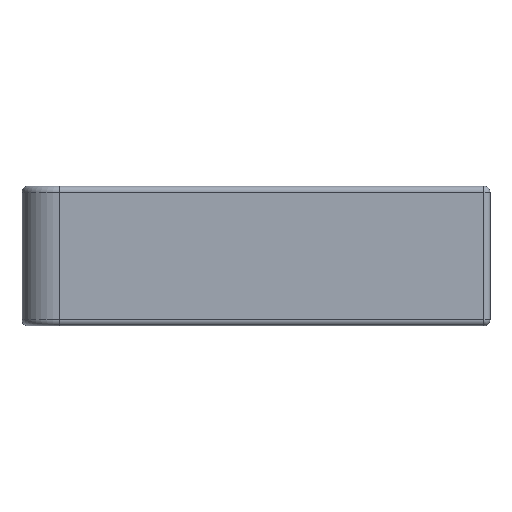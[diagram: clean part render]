
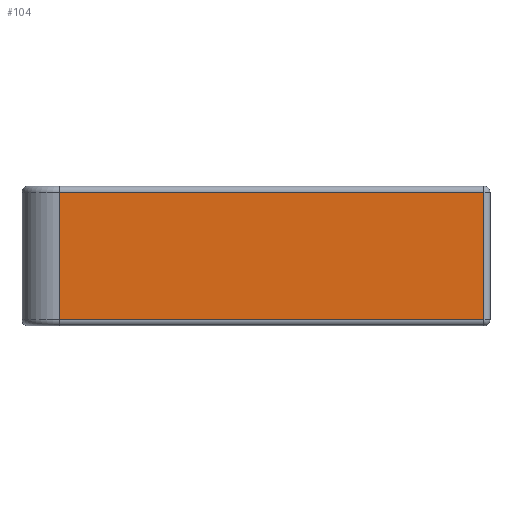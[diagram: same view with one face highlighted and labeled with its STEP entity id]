
A CAD part, front view. The second image highlights one B-rep face of the part: STEP entity #104.
In plain terms, the highlighted planar face has unit normal (0, -1, 0).
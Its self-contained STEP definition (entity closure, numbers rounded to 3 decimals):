
#8 = EDGE_LOOP ( 'NONE', ( #429, #41, #523, #615 ) ) ;
#17 = VERTEX_POINT ( 'NONE', #628 ) ;
#19 = LINE ( 'NONE', #377, #76 ) ;
#24 = EDGE_CURVE ( 'NONE', #17, #34, #656, .T. ) ;
#34 = VERTEX_POINT ( 'NONE', #381 ) ;
#41 = ORIENTED_EDGE ( 'NONE', *, *, #152, .T. ) ;
#53 = DIRECTION ( 'NONE',  ( -1., 0., 0. ) ) ;
#55 = CARTESIAN_POINT ( 'NONE',  ( -65.15, 0., 21.15 ) ) ;
#60 = LINE ( 'NONE', #203, #602 ) ;
#76 = VECTOR ( 'NONE', #209, 1000. ) ;
#104 = ADVANCED_FACE ( 'NONE', ( #244 ), #237, .T. ) ;
#152 = EDGE_CURVE ( 'NONE', #394, #189, #19, .T. ) ;
#155 = DIRECTION ( 'NONE',  ( 0., 0., 1. ) ) ;
#187 = EDGE_CURVE ( 'NONE', #189, #17, #60, .T. ) ;
#189 = VERTEX_POINT ( 'NONE', #569 ) ;
#195 = CARTESIAN_POINT ( 'NONE',  ( -65.15, 0., -21.15 ) ) ;
#203 = CARTESIAN_POINT ( 'NONE',  ( 75.65, 0., 23.15 ) ) ;
#209 = DIRECTION ( 'NONE',  ( 1., 0., 0. ) ) ;
#237 = PLANE ( 'NONE',  #412 ) ;
#244 = FACE_OUTER_BOUND ( 'NONE', #8, .T. ) ;
#334 = VECTOR ( 'NONE', #365, 1000. ) ;
#365 = DIRECTION ( 'NONE',  ( 0., 0., -1. ) ) ;
#377 = CARTESIAN_POINT ( 'NONE',  ( 77.65, 0., -21.15 ) ) ;
#381 = CARTESIAN_POINT ( 'NONE',  ( -65.15, 0., 21.15 ) ) ;
#388 = EDGE_CURVE ( 'NONE', #34, #394, #534, .T. ) ;
#394 = VERTEX_POINT ( 'NONE', #195 ) ;
#402 = DIRECTION ( 'NONE',  ( 0., 0., -1. ) ) ;
#412 = AXIS2_PLACEMENT_3D ( 'NONE', #649, #603, #402 ) ;
#429 = ORIENTED_EDGE ( 'NONE', *, *, #388, .T. ) ;
#523 = ORIENTED_EDGE ( 'NONE', *, *, #187, .T. ) ;
#534 = LINE ( 'NONE', #654, #334 ) ;
#569 = CARTESIAN_POINT ( 'NONE',  ( 75.65, 0., -21.15 ) ) ;
#602 = VECTOR ( 'NONE', #155, 1000. ) ;
#603 = DIRECTION ( 'NONE',  ( 0., -1., 0. ) ) ;
#609 = VECTOR ( 'NONE', #53, 1000. ) ;
#615 = ORIENTED_EDGE ( 'NONE', *, *, #24, .T. ) ;
#628 = CARTESIAN_POINT ( 'NONE',  ( 75.65, 0., 21.15 ) ) ;
#649 = CARTESIAN_POINT ( 'NONE',  ( 0., 0., 0. ) ) ;
#654 = CARTESIAN_POINT ( 'NONE',  ( -65.15, 0., -23.15 ) ) ;
#656 = LINE ( 'NONE', #55, #609 ) ;
